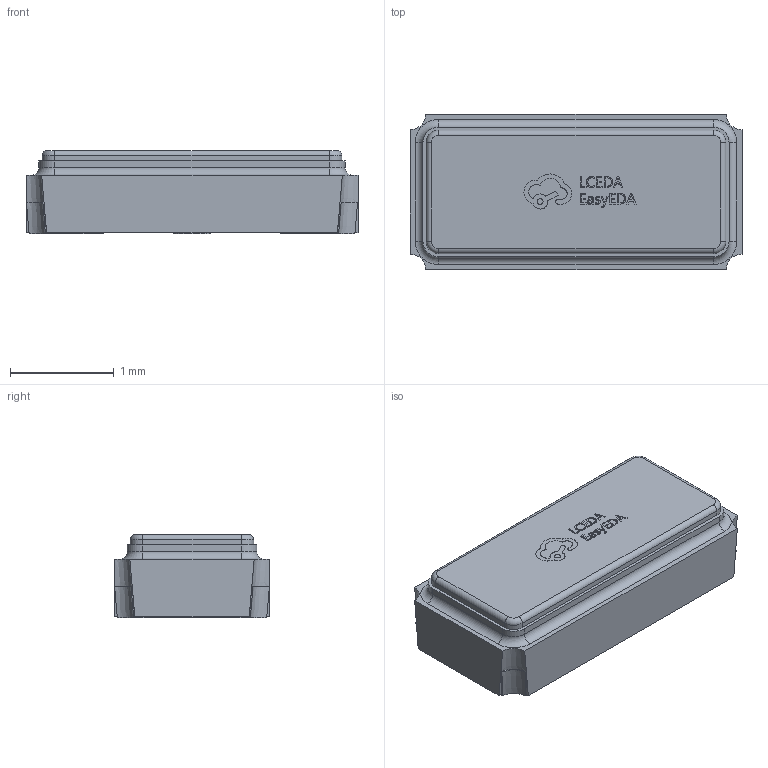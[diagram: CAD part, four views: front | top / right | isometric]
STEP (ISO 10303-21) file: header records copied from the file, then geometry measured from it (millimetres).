
FILE_DESCRIPTION (( 'STEP AP214' ), '1' );
FILE_NAME ('OSC-SMD_L3.2-W1.5-H0.8.STEP', '2024-10-18T08:00:35', ( '' ), ( '' ), 'SwSTEP 2.0', 'SolidWorks 2021', '' );
FILE_SCHEMA (( 'AUTOMOTIVE_DESIGN' ));
Length unit declared in the file: millimetre
Products named in the file (1): OSC-SMD_L3.2-W1.5-H0.8
Bounding box: 3.2 x 1.5 x 0.8 mm (x, y, z)
Volume: 3.5 mm3; surface area: 16 mm2
Topology: 1 solids, 1 shells, 308 faces, 836 edges, 552 vertices
Faces by surface type: plane 168, bspline 98, cylinder 18, cone 16, torus 8
Entity records: 13622 total; most frequent: CARTESIAN_POINT 3099, ORIENTED_EDGE 1672, DIRECTION 1110, EDGE_CURVE 836, VERTEX_POINT 552, LINE 520, VECTOR 520, EDGE_LOOP 330
